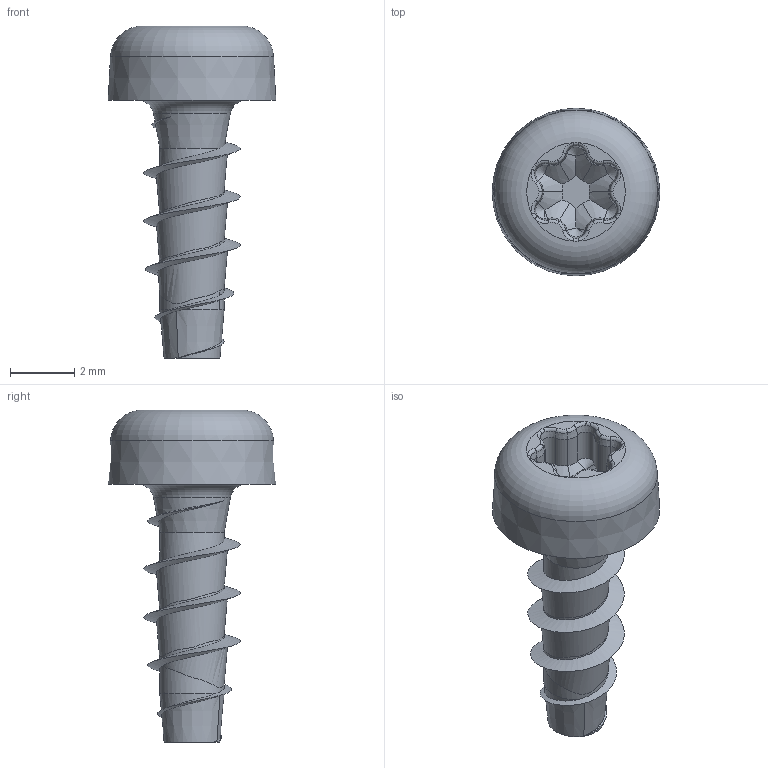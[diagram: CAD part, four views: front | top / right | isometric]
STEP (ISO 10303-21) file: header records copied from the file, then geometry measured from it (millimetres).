
FILE_DESCRIPTION(/* description */ (''),/* implementation_level */ '2;1');
FILE_NAME(/* name */ 'only one.stp',/* time_stamp */ '2020-07-27T18:26:51+02:00',/* author */ ('franc'),/* organization */ (''),/* preprocessor_version */ 'ST-DEVELOPER v18',/* originating_system */ 'Autodesk Inventor 2020',/* authorisation */ '');
FILE_SCHEMA (('AUTOMOTIVE_DESIGN { 1 0 10303 214 3 1 1 }'));
Length unit declared in the file: millimetre
Products named in the file (1): Torx Pan Head Plastite Screw Set M3
Bounding box: 5.2 x 5.2 x 10.3 mm (x, y, z)
Volume: 65.5 mm3; surface area: 152.7 mm2
Topology: 1 solids, 1 shells, 108 faces, 262 edges, 151 vertices
Faces by surface type: cone 40, torus 26, cylinder 24, bspline 9, plane 9
Full cylindrical faces by diameter (mm): 2 x4
Entity records: 5390 total; most frequent: CARTESIAN_POINT 2817, DIRECTION 586, ORIENTED_EDGE 512, AXIS2_PLACEMENT_3D 262, EDGE_CURVE 256, CIRCLE 162, VERTEX_POINT 151, EDGE_LOOP 109
